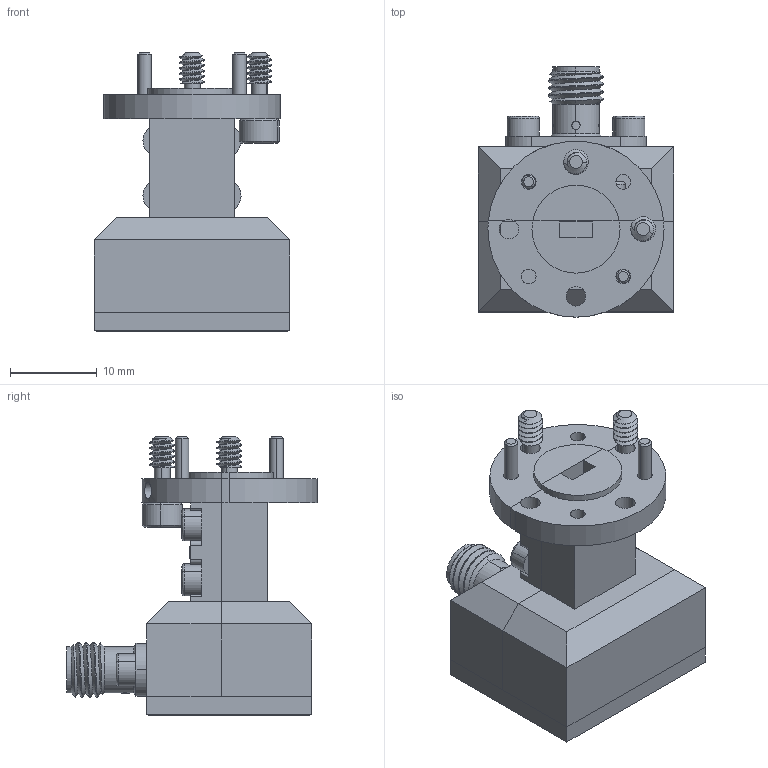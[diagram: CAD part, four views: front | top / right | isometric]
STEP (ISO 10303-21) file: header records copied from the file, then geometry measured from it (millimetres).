
FILE_DESCRIPTION (( 'STEP AP214' ), '1' );
FILE_NAME ('FMMT3010_3D.STEP', '2022-08-19T18:31:16', ( '' ), ( '' ), 'SwSTEP 2.0', 'SolidWorks 2021', '' );
FILE_SCHEMA (( 'AUTOMOTIVE_DESIGN' ));
Length unit declared in the file: inch
Products named in the file (10): 4-40 socket head x .25_3_90128A106; 220349_CapScrew; SMA F PNL_2; 1AJ02-017_SOCKET_4-40 x .125 FLAT HEAD SCREW; 4-40 socket head x .30_CAPTIVE_90128A106; FMMT3010; FMMT3010_3D; SMA F PNL MNT_2; PE80T3008_DOWEL; PE80T3010_LABEL
Assembly tree (23 placements, depth 3):
  FMMT3010_3D
    FMMT3010
    PE80T3008_DOWEL  x3
    SMA F PNL MNT_2
      SMA F PNL_2
      220349_CapScrew  x2
    1AJ02-017_SOCKET_4-40 x .125 FLAT HEAD SCREW  x4
    4-40 socket head x .30_CAPTIVE_90128A106  x2
    4-40 socket head x .25_3_90128A106  x2
    PE80T3010_LABEL
    220349_CapScrew  x6
Bounding box: 22.61 x 28.93 x 32.13 mm (x, y, z)
Volume: 7458.8 mm3; surface area: 6381.2 mm2
Topology: 22 solids, 22 shells, 1127 faces, 2690 edges, 1678 vertices
Faces by surface type: plane 442, cylinder 271, cone 266, bspline 132, torus 16
Entity records: 33243 total; most frequent: CARTESIAN_POINT 13659, ORIENTED_EDGE 3348, DIRECTION 2749, EDGE_CURVE 1674, VERTEX_POINT 1080, VECTOR 977, LINE 977, AXIS2_PLACEMENT_3D 886
